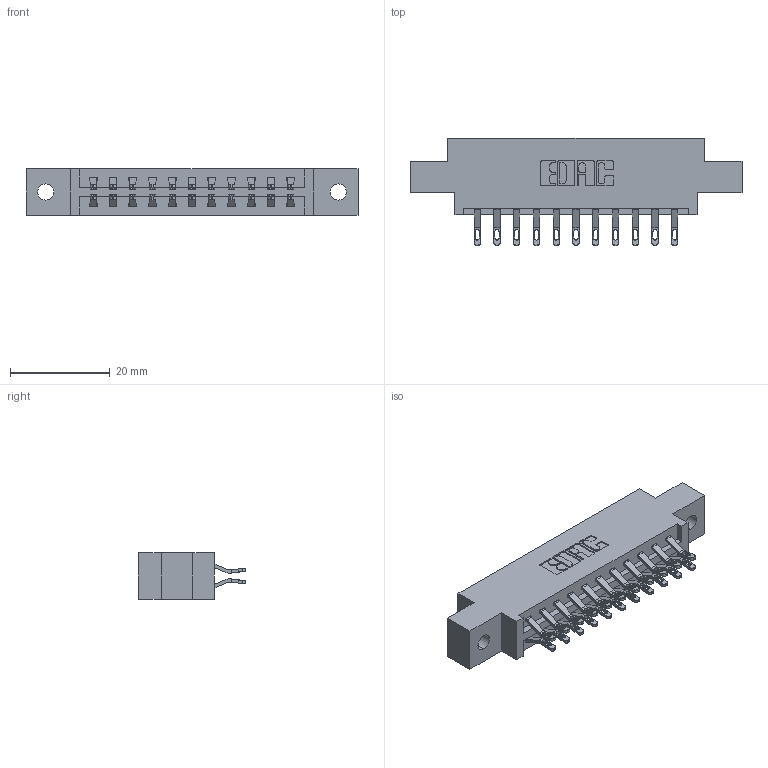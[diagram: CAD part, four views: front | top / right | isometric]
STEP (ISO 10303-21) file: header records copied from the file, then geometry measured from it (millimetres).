
FILE_DESCRIPTION (( 'STEP AP203' ), '1' );
FILE_NAME ('387-022-555-802.STEP', '2019-10-16T17:08:48', ( '' ), ( '' ), 'SwSTEP 2.0', 'SolidWorks 2016', '' );
FILE_SCHEMA (( 'CONFIG_CONTROL_DESIGN' ));
Length unit declared in the file: inch
Products named in the file (3): 337 Part_0.170 Offset - 0.128 Dia; 345-292-001_555 Tail; 387-022-555-802
Assembly tree (23 placements, depth 2):
  387-022-555-802
    337 Part_0.170 Offset - 0.128 Dia
    345-292-001_555 Tail  x22
Bounding box: 66.6 x 21.47 x 9.4 mm (x, y, z)
Volume: 6515.7 mm3; surface area: 7140.5 mm2
Topology: 23 solids, 23 shells, 1438 faces, 4481 edges, 2986 vertices
Faces by surface type: plane 866, cylinder 572
Entity records: 12999 total; most frequent: CARTESIAN_POINT 2252, ORIENTED_EDGE 2158, DIRECTION 1943, EDGE_CURVE 1079, LINE 931, VECTOR 931, VERTEX_POINT 718, AXIS2_PLACEMENT_3D 506
